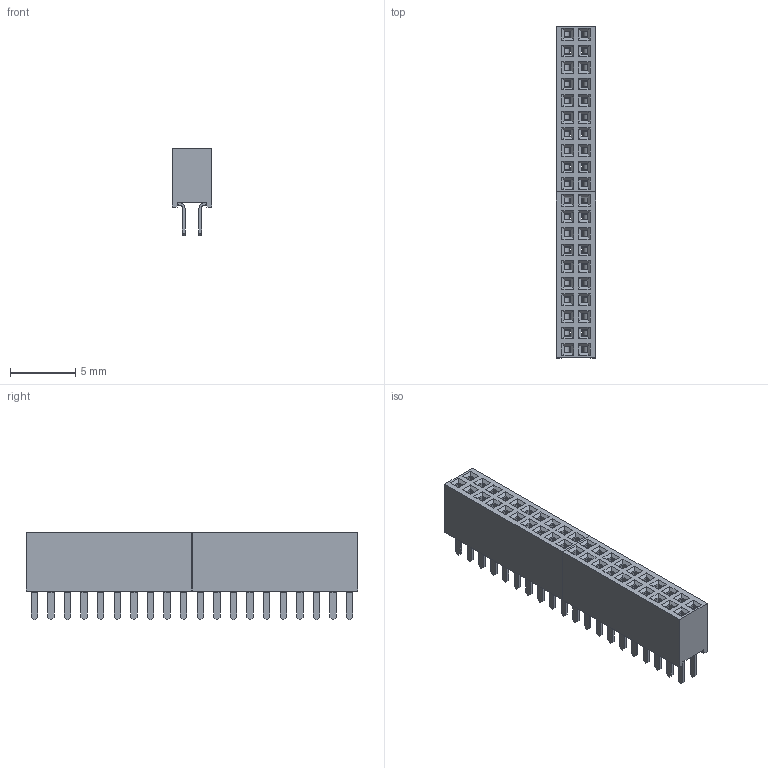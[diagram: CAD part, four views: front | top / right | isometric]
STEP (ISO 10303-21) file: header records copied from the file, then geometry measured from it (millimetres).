
FILE_DESCRIPTION(/* description */ (''),/* implementation_level */ '2;1');
FILE_NAME(/* name */ 'Pin_Header_Straight_2x20_1.step',/* time_stamp */ '2018-05-20T20:57:59+09:00',/* author */ (''),/* organization */ (''),/* preprocessor_version */ 'ST-DEVELOPER v17',/* originating_system */ 'Autodesk Translation Framework v7.1.0.215',/* authorisation */ '');
FILE_SCHEMA (('AUTOMOTIVE_DESIGN { 1 0 10303 214 3 1 1 }'));
Length unit declared in the file: millimetre
Products named in the file (3): (未保存); 6220xx21821; 62202021821
Assembly tree (42 placements, depth 2):
  (未保存)
    62202021821  x2
    6220xx21821  x40
Bounding box: 3 x 25.4 x 6.7 mm (x, y, z)
Volume: 230.7 mm3; surface area: 1894.1 mm2
Topology: 42 solids, 42 shells, 3540 faces, 9488 edges, 6032 vertices
Faces by surface type: plane 2340, cylinder 1120, bspline 80
Entity records: 15415 total; most frequent: CARTESIAN_POINT 2771, ORIENTED_EDGE 2648, DIRECTION 2416, EDGE_CURVE 1324, LINE 1262, VECTOR 1262, VERTEX_POINT 850, AXIS2_PLACEMENT_3D 577
